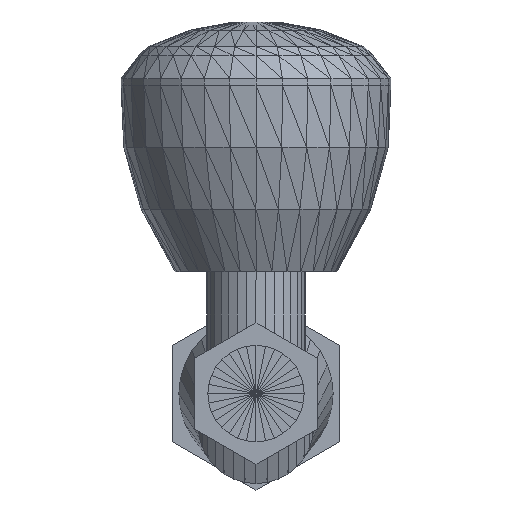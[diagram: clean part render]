
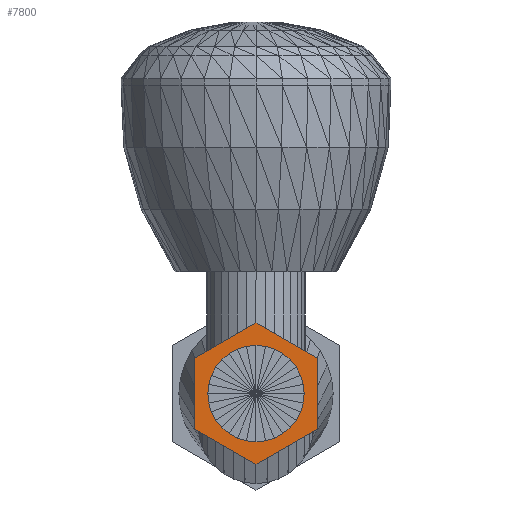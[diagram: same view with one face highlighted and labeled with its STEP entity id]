
A CAD part, left-side view. The second image highlights one B-rep face of the part: STEP entity #7800.
In plain terms, the highlighted planar face has unit normal (-1, 0, 0).
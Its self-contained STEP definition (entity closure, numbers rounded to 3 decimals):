
#2613=DIRECTION('',(0.,0.,-1.));
#2614=VECTOR('',#2613,11.);
#2615=CARTESIAN_POINT('',(-35.555,-9.526,-15.774));
#2616=LINE('',#2615,#2614);
#2621=DIRECTION('',(0.,0.866,0.5));
#2622=VECTOR('',#2621,11.);
#2623=CARTESIAN_POINT('',(-35.555,-9.526,-15.774));
#2624=LINE('',#2623,#2622);
#2625=DIRECTION('',(0.,-0.866,0.5));
#2626=VECTOR('',#2625,11.);
#2627=CARTESIAN_POINT('',(-35.555,0.,-32.274));
#2628=LINE('',#2627,#2626);
#2629=DIRECTION('',(0.,-0.866,-0.5));
#2630=VECTOR('',#2629,11.);
#2631=CARTESIAN_POINT('',(-35.555,9.526,-26.774));
#2632=LINE('',#2631,#2630);
#2633=DIRECTION('',(0.,0.866,-0.5));
#2634=VECTOR('',#2633,11.);
#2635=CARTESIAN_POINT('',(-35.555,0.,-10.274));
#2636=LINE('',#2635,#2634);
#2645=DIRECTION('',(0.,0.,1.));
#2646=VECTOR('',#2645,11.);
#2647=CARTESIAN_POINT('',(-35.555,9.526,-26.774));
#2648=LINE('',#2647,#2646);
#2701=CARTESIAN_POINT('',(-35.555,0.,-10.274));
#2702=CARTESIAN_POINT('',(-35.555,9.526,-15.774));
#2703=VERTEX_POINT('',#2701);
#2704=VERTEX_POINT('',#2702);
#2705=CARTESIAN_POINT('',(-35.555,-9.526,-15.774));
#2706=VERTEX_POINT('',#2705);
#2707=CARTESIAN_POINT('',(-35.555,-9.526,-26.774));
#2708=VERTEX_POINT('',#2707);
#2709=CARTESIAN_POINT('',(-35.555,0.,-32.274));
#2710=VERTEX_POINT('',#2709);
#2711=CARTESIAN_POINT('',(-35.555,9.526,-26.774));
#2712=VERTEX_POINT('',#2711);
#7782=CARTESIAN_POINT('',(-35.555,4.763,-15.774));
#7783=DIRECTION('',(1.,0.,0.));
#7784=DIRECTION('',(0.,0.,1.));
#7785=AXIS2_PLACEMENT_3D('',#7782,#7783,#7784);
#7786=PLANE('',#7785);
#7788=ORIENTED_EDGE('',*,*,#7787,.F.);
#7789=ORIENTED_EDGE('',*,*,#7772,.T.);
#7791=ORIENTED_EDGE('',*,*,#7790,.F.);
#7793=ORIENTED_EDGE('',*,*,#7792,.F.);
#7795=ORIENTED_EDGE('',*,*,#7794,.T.);
#7797=ORIENTED_EDGE('',*,*,#7796,.F.);
#7798=EDGE_LOOP('',(#7788,#7789,#7791,#7793,#7795,#7797));
#7799=FACE_OUTER_BOUND('',#7798,.F.);
#7800=ADVANCED_FACE('',(#7799),#7786,.F.);
#7772=EDGE_CURVE('',#2706,#2708,#2616,.T.);
#7787=EDGE_CURVE('',#2706,#2703,#2624,.T.);
#7790=EDGE_CURVE('',#2710,#2708,#2628,.T.);
#7792=EDGE_CURVE('',#2712,#2710,#2632,.T.);
#7794=EDGE_CURVE('',#2712,#2704,#2648,.T.);
#7796=EDGE_CURVE('',#2703,#2704,#2636,.T.);
